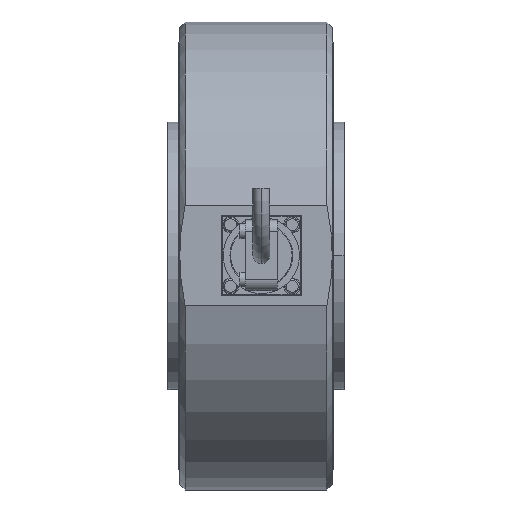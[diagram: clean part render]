
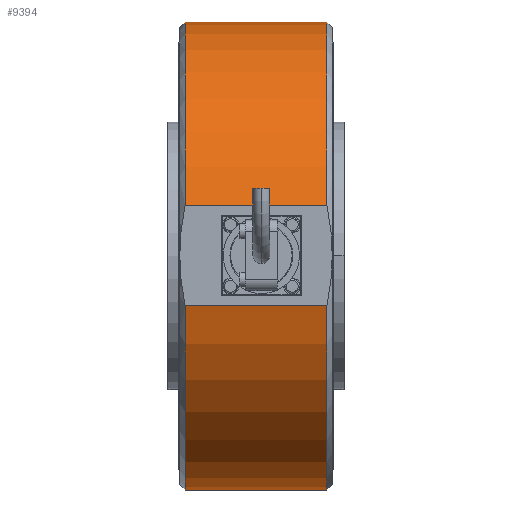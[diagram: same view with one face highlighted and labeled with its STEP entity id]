
A CAD part, top view. The second image highlights one B-rep face of the part: STEP entity #9394.
In plain terms, the highlighted cylindrical face has radius 87.5 mm (diameter 175 mm), a partial arc.
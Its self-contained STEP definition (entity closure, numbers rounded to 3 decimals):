
#9120=CARTESIAN_POINT('',(26.5,-18.601,-85.5));
#9121=VERTEX_POINT('',#9120);
#9137=CARTESIAN_POINT('',(-26.5,-18.601,-85.5));
#9138=VERTEX_POINT('',#9137);
#9139=CARTESIAN_POINT('',(-26.5,-18.601,-85.5));
#9140=DIRECTION('',(1.0,0.0,0.0));
#9141=VECTOR('',#9140,53.);
#9142=LINE('',#9139,#9141);
#9143=EDGE_CURVE('',#9138,#9121,#9142,.T.);
#9160=CARTESIAN_POINT('',(-26.5,18.601,-85.5));
#9161=VERTEX_POINT('',#9160);
#9175=CARTESIAN_POINT('',(26.5,18.601,-85.5));
#9176=VERTEX_POINT('',#9175);
#9177=CARTESIAN_POINT('',(26.5,18.601,-85.5));
#9178=DIRECTION('',(-1.0,0.0,0.0));
#9179=VECTOR('',#9178,53.);
#9180=LINE('',#9177,#9179);
#9181=EDGE_CURVE('',#9176,#9161,#9180,.T.);
#9229=CARTESIAN_POINT('',(-26.5,0.0,0.0));
#9230=DIRECTION('',(-1.0,0.0,0.0));
#9231=DIRECTION('',(0.0,-1.0,0.0));
#9232=AXIS2_PLACEMENT_3D('',#9229,#9230,#9231);
#9233=CIRCLE('',#9232,87.5);
#9234=EDGE_CURVE('',#9138,#9161,#9233,.T.);
#9365=CARTESIAN_POINT('',(26.5,0.0,0.0));
#9366=DIRECTION('',(1.0,0.0,0.0));
#9367=DIRECTION('',(0.0,-1.0,0.0));
#9368=AXIS2_PLACEMENT_3D('',#9365,#9366,#9367);
#9369=CIRCLE('',#9368,87.5);
#9370=EDGE_CURVE('',#9176,#9121,#9369,.T.);
#9383=CARTESIAN_POINT('',(0.,0.0,0.0));
#9384=DIRECTION('',(1.0,0.0,0.0));
#9385=DIRECTION('',(0.0,1.0,0.0));
#9386=AXIS2_PLACEMENT_3D('',#9383,#9384,#9385);
#9387=CYLINDRICAL_SURFACE('',#9386,87.5);
#9388=ORIENTED_EDGE('',*,*,#9181,.T.);
#9389=ORIENTED_EDGE('',*,*,#9234,.F.);
#9390=ORIENTED_EDGE('',*,*,#9143,.T.);
#9391=ORIENTED_EDGE('',*,*,#9370,.F.);
#9392=EDGE_LOOP('',(#9388,#9389,#9390,#9391));
#9393=FACE_OUTER_BOUND('',#9392,.T.);
#9394=ADVANCED_FACE('',(#9393),#9387,.T.);
